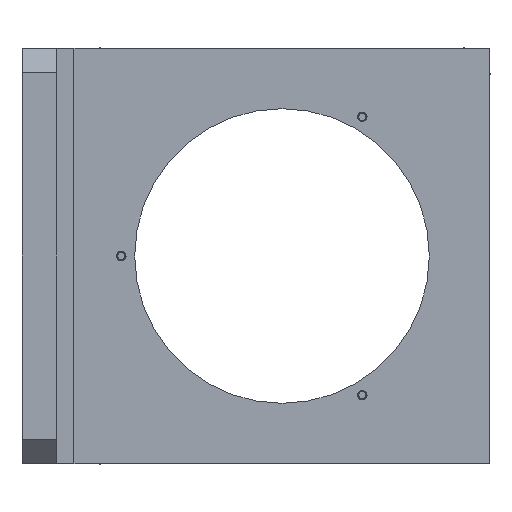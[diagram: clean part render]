
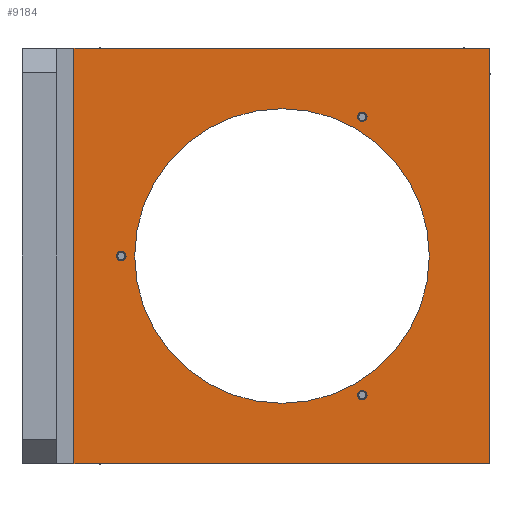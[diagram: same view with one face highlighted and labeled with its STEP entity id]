
A CAD part, left-side view. The second image highlights one B-rep face of the part: STEP entity #9184.
In plain terms, the highlighted planar face has unit normal (-1, 0, 0).
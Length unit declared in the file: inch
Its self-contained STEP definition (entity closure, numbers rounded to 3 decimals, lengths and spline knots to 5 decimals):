
#759 = VERTEX_POINT ( 'NONE', #28938 ) ;
#760 = VERTEX_POINT ( 'NONE', #28937 ) ;
#764 = VERTEX_POINT ( 'NONE', #28933 ) ;
#766 = VERTEX_POINT ( 'NONE', #28930 ) ;
#5305 = FACE_BOUND ( 'NONE', #29608, .T. ) ;
#5306 = FACE_BOUND ( 'NONE', #29606, .T. ) ;
#5307 = FACE_BOUND ( 'NONE', #29607, .T. ) ;
#5308 = FACE_BOUND ( 'NONE', #29604, .T. ) ;
#5309 = FACE_OUTER_BOUND ( 'NONE', #29609, .T. ) ;
#5700 = PLANE ( 'NONE',  #22286 ) ;
#5701 = CARTESIAN_POINT ( 'NONE',  ( -0.12062, -0.83282, -0.00109 ) ) ;
#5702 = DIRECTION ( 'NONE',  ( -1., 0., 0. ) ) ;
#5704 = DIRECTION ( 'NONE',  ( 0., 1., 0. ) ) ;
#9184 = ADVANCED_FACE ( 'NONE', ( #5305, #5306, #5307, #5308, #5309 ), #5700, .T. ) ;
#15988 = LINE ( 'NONE', #22564, #20560 ) ;
#15994 = LINE ( 'NONE', #22587, #20568 ) ;
#15995 = LINE ( 'NONE', #22594, #20572 ) ;
#16025 = LINE ( 'NONE', #22780, #20657 ) ;
#18612 = EDGE_CURVE ( 'NONE', #760, #766, #15988, .T. ) ;
#18620 = EDGE_CURVE ( 'NONE', #25750, #25750, #20565, .T. ) ;
#18621 = EDGE_CURVE ( 'NONE', #759, #760, #15994, .T. ) ;
#18624 = EDGE_CURVE ( 'NONE', #764, #759, #15995, .T. ) ;
#18673 = EDGE_CURVE ( 'NONE', #25776, #25776, #20627, .T. ) ;
#18687 = EDGE_CURVE ( 'NONE', #25782, #25782, #20643, .T. ) ;
#18690 = EDGE_CURVE ( 'NONE', #766, #764, #16025, .T. ) ;
#18795 = EDGE_CURVE ( 'NONE', #25830, #25830, #20771, .T. ) ;
#20560 = VECTOR ( 'NONE', #22565, 39.37008 ) ;
#20565 = CIRCLE ( 'NONE', #20567, 0.06825 ) ;
#20567 = AXIS2_PLACEMENT_3D ( 'NONE', #22584, #22585, #22586 ) ;
#20568 = VECTOR ( 'NONE', #22588, 39.37008 ) ;
#20572 = VECTOR ( 'NONE', #22595, 39.37008 ) ;
#20627 = CIRCLE ( 'NONE', #20632, 0.06825 ) ;
#20632 = AXIS2_PLACEMENT_3D ( 'NONE', #22732, #22733, #22734 ) ;
#20643 = CIRCLE ( 'NONE', #20655, 2.125 ) ;
#20655 = AXIS2_PLACEMENT_3D ( 'NONE', #22771, #22772, #22773 ) ;
#20657 = VECTOR ( 'NONE', #22781, 39.37008 ) ;
#20771 = CIRCLE ( 'NONE', #20773, 0.06825 ) ;
#20773 = AXIS2_PLACEMENT_3D ( 'NONE', #23089, #23090, #23091 ) ;
#22286 = AXIS2_PLACEMENT_3D ( 'NONE', #5701, #5702, #5704 ) ;
#22564 = CARTESIAN_POINT ( 'NONE',  ( -0.12062, 2.23624, -3.00109 ) ) ;
#22565 = DIRECTION ( 'NONE',  ( 0., 0., 1. ) ) ;
#22584 = CARTESIAN_POINT ( 'NONE',  ( -0.12062, -1.92251, -2.00811 ) ) ;
#22585 = DIRECTION ( 'NONE',  ( -1., 0., 0. ) ) ;
#22586 = DIRECTION ( 'NONE',  ( 0., -1., 0. ) ) ;
#22587 = CARTESIAN_POINT ( 'NONE',  ( -0.12062, -3.76376, -3.00109 ) ) ;
#22588 = DIRECTION ( 'NONE',  ( 0., 1., 0. ) ) ;
#22594 = CARTESIAN_POINT ( 'NONE',  ( -0.12062, -3.76376, 2.99891 ) ) ;
#22595 = DIRECTION ( 'NONE',  ( 0., 0., -1. ) ) ;
#22732 = CARTESIAN_POINT ( 'NONE',  ( -0.12062, -1.92251, 2.00592 ) ) ;
#22733 = DIRECTION ( 'NONE',  ( -1., 0., 0. ) ) ;
#22734 = DIRECTION ( 'NONE',  ( 0., -1., 0. ) ) ;
#22771 = CARTESIAN_POINT ( 'NONE',  ( -0.12062, -0.76376, -0.00109 ) ) ;
#22772 = DIRECTION ( 'NONE',  ( -1., 0., 0. ) ) ;
#22773 = DIRECTION ( 'NONE',  ( 0., -1., 0. ) ) ;
#22780 = CARTESIAN_POINT ( 'NONE',  ( -0.12062, 2.23624, 2.99891 ) ) ;
#22781 = DIRECTION ( 'NONE',  ( 0., -1., 0. ) ) ;
#23089 = CARTESIAN_POINT ( 'NONE',  ( -0.12062, 1.55374, -0.00109 ) ) ;
#23090 = DIRECTION ( 'NONE',  ( -1., 0., 0. ) ) ;
#23091 = DIRECTION ( 'NONE',  ( 0., -1., 0. ) ) ;
#25750 = VERTEX_POINT ( 'NONE', #28434 ) ;
#25776 = VERTEX_POINT ( 'NONE', #28449 ) ;
#25782 = VERTEX_POINT ( 'NONE', #28452 ) ;
#25830 = VERTEX_POINT ( 'NONE', #28481 ) ;
#28434 = CARTESIAN_POINT ( 'NONE',  ( -0.12062, -1.99076, -2.00811 ) ) ;
#28449 = CARTESIAN_POINT ( 'NONE',  ( -0.12062, -1.99076, 2.00592 ) ) ;
#28452 = CARTESIAN_POINT ( 'NONE',  ( -0.12062, -2.88876, -0.00109 ) ) ;
#28481 = CARTESIAN_POINT ( 'NONE',  ( -0.12062, 1.48549, -0.00109 ) ) ;
#28930 = CARTESIAN_POINT ( 'NONE',  ( -0.12062, 2.23624, 2.99891 ) ) ;
#28933 = CARTESIAN_POINT ( 'NONE',  ( -0.12062, -3.76376, 2.99891 ) ) ;
#28937 = CARTESIAN_POINT ( 'NONE',  ( -0.12062, 2.23624, -3.00109 ) ) ;
#28938 = CARTESIAN_POINT ( 'NONE',  ( -0.12062, -3.76376, -3.00109 ) ) ;
#29604 = EDGE_LOOP ( 'NONE', ( #32445 ) ) ;
#29606 = EDGE_LOOP ( 'NONE', ( #32447 ) ) ;
#29607 = EDGE_LOOP ( 'NONE', ( #32446 ) ) ;
#29608 = EDGE_LOOP ( 'NONE', ( #32451 ) ) ;
#29609 = EDGE_LOOP ( 'NONE', ( #32444, #32448, #32443, #32449 ) ) ;
#32443 = ORIENTED_EDGE ( 'NONE', *, *, #18624, .F. ) ;
#32444 = ORIENTED_EDGE ( 'NONE', *, *, #18612, .F. ) ;
#32445 = ORIENTED_EDGE ( 'NONE', *, *, #18620, .F. ) ;
#32446 = ORIENTED_EDGE ( 'NONE', *, *, #18687, .F. ) ;
#32447 = ORIENTED_EDGE ( 'NONE', *, *, #18795, .F. ) ;
#32448 = ORIENTED_EDGE ( 'NONE', *, *, #18621, .F. ) ;
#32449 = ORIENTED_EDGE ( 'NONE', *, *, #18690, .F. ) ;
#32451 = ORIENTED_EDGE ( 'NONE', *, *, #18673, .F. ) ;
